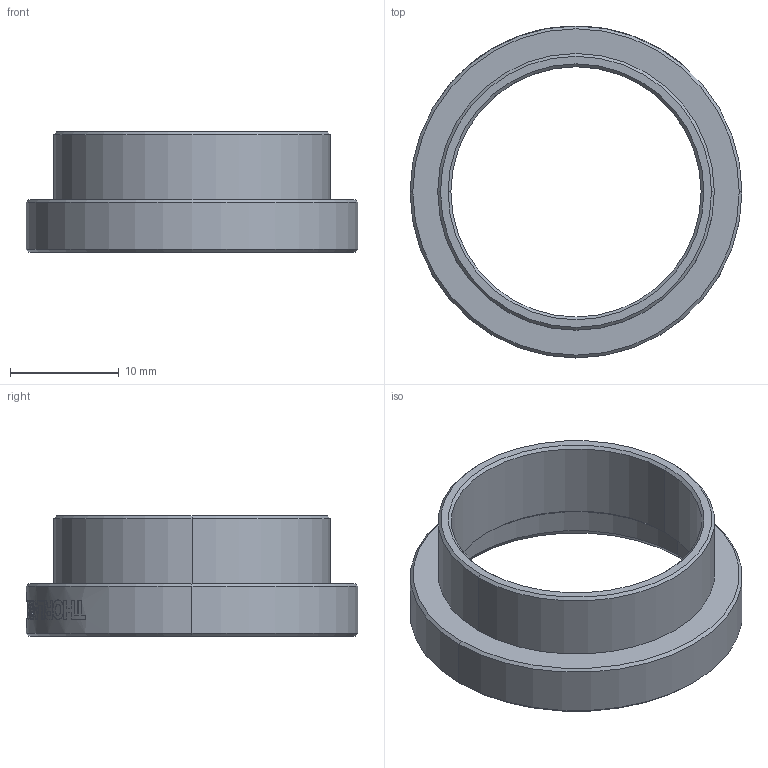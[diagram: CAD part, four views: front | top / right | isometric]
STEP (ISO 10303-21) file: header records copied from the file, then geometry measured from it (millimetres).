
FILE_DESCRIPTION (( 'STEP AP214' ), '1' );
FILE_NAME ('24241-E0W.STEP', '2015-06-16T15:09:00', ( 'admin' ), ( '' ), 'SwSTEP 2.0', 'SolidWorks 2014', '' );
FILE_SCHEMA (( 'AUTOMOTIVE_DESIGN' ));
Length unit declared in the file: millimetre
Products named in the file (1): 24241-E0W
Bounding box: 30.48 x 30.48 x 11.05 mm (x, y, z)
Volume: 1605.7 mm3; surface area: 2379.9 mm2
Topology: 1 solids, 1 shells, 280 faces, 740 edges, 488 vertices
Faces by surface type: bspline 118, plane 114, cylinder 34, cone 14
Entity records: 18164 total; most frequent: CARTESIAN_POINT 9071, ORIENTED_EDGE 1480, DIRECTION 842, EDGE_CURVE 740, VERTEX_POINT 488, B_SPLINE_CURVE_WITH_KNOTS 394, AXIS2_PLACEMENT_3D 333, EDGE_LOOP 308
